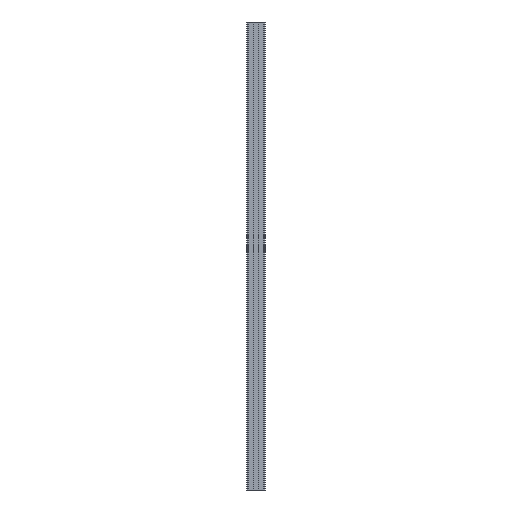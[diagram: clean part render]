
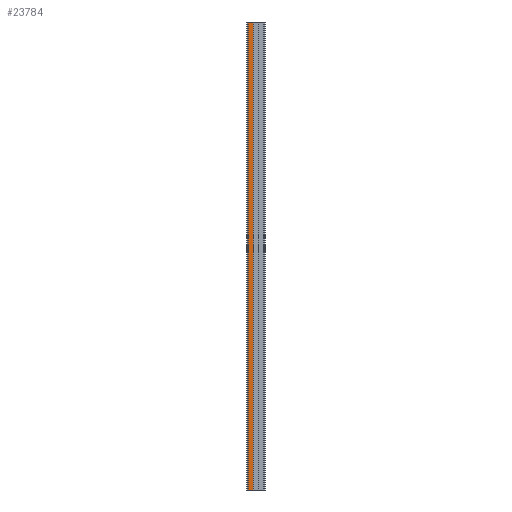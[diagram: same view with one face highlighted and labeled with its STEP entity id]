
A CAD part, front view. The second image highlights one B-rep face of the part: STEP entity #23784.
In plain terms, the highlighted planar face has unit normal (0, -1, 0).
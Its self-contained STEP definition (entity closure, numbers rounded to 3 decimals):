
#970=FACE_OUTER_BOUND($,#2110,.T.);
#2110=EDGE_LOOP($,(#18637,#18638,#18639,#18640));
#5152=LINE($,#36505,#8572);
#5153=LINE($,#36508,#8573);
#5154=LINE($,#36510,#8574);
#5155=LINE($,#36511,#8575);
#8572=VECTOR($,#29853,1000.);
#8573=VECTOR($,#29856,11.2);
#8574=VECTOR($,#29857,11.2);
#8575=VECTOR($,#29858,1000.);
#11047=VERTEX_POINT($,#36501);
#11048=VERTEX_POINT($,#36503);
#11049=VERTEX_POINT($,#36507);
#11050=VERTEX_POINT($,#36509);
#14272=EDGE_CURVE($,#11047,#11048,#5152,.T.);
#14273=EDGE_CURVE($,#11049,#11047,#5153,.T.);
#14274=EDGE_CURVE($,#11050,#11048,#5154,.T.);
#14275=EDGE_CURVE($,#11049,#11050,#5155,.T.);
#18637=ORIENTED_EDGE($,*,*,#14273,.T.);
#18638=ORIENTED_EDGE($,*,*,#14272,.T.);
#18639=ORIENTED_EDGE($,*,*,#14274,.F.);
#18640=ORIENTED_EDGE($,*,*,#14275,.F.);
#22642=PLANE($,#24929);
#23784=ADVANCED_FACE($,(#970),#22642,.T.);
#24929=AXIS2_PLACEMENT_3D($,#36506,#29854,#29855);
#29853=DIRECTION($,(0.,0.,1.));
#29854=DIRECTION('center_axis',(0.,-1.,0.));
#29855=DIRECTION('ref_axis',(1.,0.,0.));
#29856=DIRECTION($,(1.,0.,0.));
#29857=DIRECTION($,(1.,0.,0.));
#29858=DIRECTION($,(0.,0.,1.));
#36501=CARTESIAN_POINT('',(-5.8,-20.,0.));
#36503=CARTESIAN_POINT('',(-5.8,-20.,1000.));
#36505=CARTESIAN_POINT($,(-5.8,-20.,0.));
#36506=CARTESIAN_POINT('Origin',(-17.,-20.,0.));
#36507=CARTESIAN_POINT('',(-17.,-20.,0.));
#36508=CARTESIAN_POINT($,(-17.,-20.,0.));
#36509=CARTESIAN_POINT('',(-17.,-20.,1000.));
#36510=CARTESIAN_POINT($,(-17.,-20.,1000.));
#36511=CARTESIAN_POINT($,(-17.,-20.,0.));
